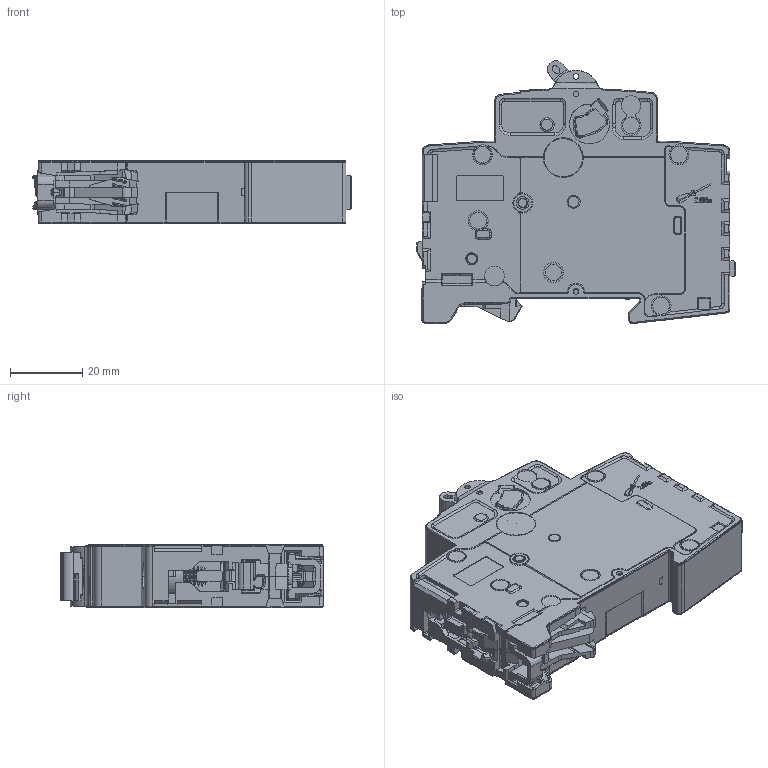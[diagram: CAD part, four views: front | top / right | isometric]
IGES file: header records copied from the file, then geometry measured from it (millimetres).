
Start section:  PTC IGES file: 2cds271334_sr.igs
Global section: file name: 2cds271334_sr.igs; native system: Creo Parametric by PTC Inc.; preprocessor: 2017480; author: DEU120977; organization: Unknown; date: 20180727.133213; units: millimetre
Bounding box: 88 x 72.48 x 17.62 mm (x, y, z)
Volume: 75582.5 mm3; surface area: 18434.3 mm2
Topology: 2 solids, 50 shells, 3402 faces, 9485 edges, 6217 vertices
Faces by surface type: bspline 2209, revolution 1184, extrusion 9
